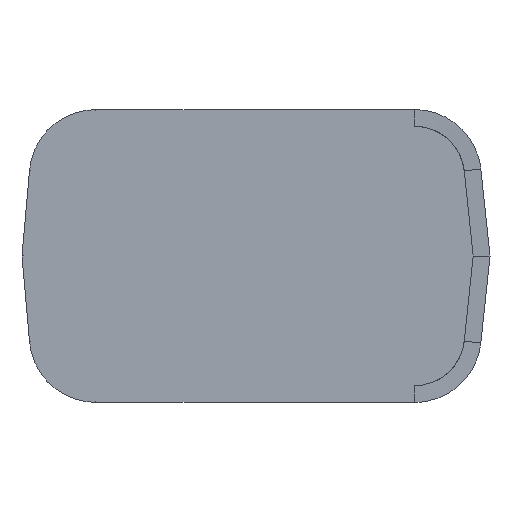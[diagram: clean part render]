
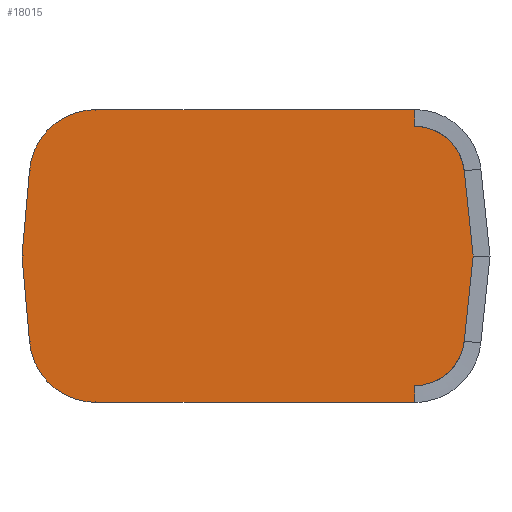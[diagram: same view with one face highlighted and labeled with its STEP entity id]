
A CAD part, left-side view. The second image highlights one B-rep face of the part: STEP entity #18015.
In plain terms, the highlighted planar face has unit normal (-1, 0, 0).
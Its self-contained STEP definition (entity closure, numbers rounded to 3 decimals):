
#4341=DIRECTION('',(0.,0.,-1.));
#4342=VECTOR('',#4341,7.78);
#4343=CARTESIAN_POINT('',(-69.,-52.963,67.78));
#4344=LINE('',#4343,#4342);
#4359=CARTESIAN_POINT('',(-69.,-52.963,-60.));
#4360=CARTESIAN_POINT('',(-69.,-54.69,-60.));
#4361=CARTESIAN_POINT('',(-69.,-57.809,-59.628));
#4362=CARTESIAN_POINT('',(-69.,-63.184,-57.925));
#4363=CARTESIAN_POINT('',(-69.,-68.648,-54.402));
#4364=CARTESIAN_POINT('',(-69.,-72.73,-49.345));
#4365=CARTESIAN_POINT('',(-69.,-74.99,-44.183));
#4366=CARTESIAN_POINT('',(-69.,-75.688,-41.122));
#4367=CARTESIAN_POINT('',(-69.,-75.869,-39.404));
#4369=DIRECTION('',(0.,0.,1.));
#4370=VECTOR('',#4369,7.78);
#4371=CARTESIAN_POINT('',(-69.,-52.963,-67.78));
#4372=LINE('',#4371,#4370);
#4373=DIRECTION('',(0.,1.,0.));
#4374=VECTOR('',#4373,147.638);
#4375=CARTESIAN_POINT('',(-69.,-52.963,-67.78));
#4376=LINE('',#4375,#4374);
#4377=CARTESIAN_POINT('',(-69.,94.675,-37.));
#4378=DIRECTION('',(1.,0.,0.));
#4379=DIRECTION('',(0.,0.,-1.));
#4380=AXIS2_PLACEMENT_3D('',#4377,#4378,#4379);
#4382=DIRECTION('',(0.,0.087,0.996));
#4383=VECTOR('',#4382,39.834);
#4384=CARTESIAN_POINT('',(-69.,125.338,-39.683));
#4385=LINE('',#4384,#4383);
#4386=DIRECTION('',(0.,-0.087,0.996));
#4387=VECTOR('',#4386,39.834);
#4388=CARTESIAN_POINT('',(-69.,128.81,0.));
#4389=LINE('',#4388,#4387);
#4390=CARTESIAN_POINT('',(-69.,94.675,37.));
#4391=DIRECTION('',(1.,0.,0.));
#4392=DIRECTION('',(0.,0.996,0.087));
#4393=AXIS2_PLACEMENT_3D('',#4390,#4391,#4392);
#4395=DIRECTION('',(0.,-1.,0.));
#4396=VECTOR('',#4395,147.638);
#4397=CARTESIAN_POINT('',(-69.,94.675,67.78));
#4398=LINE('',#4397,#4396);
#4399=CARTESIAN_POINT('',(-69.,-52.963,60.));
#4400=CARTESIAN_POINT('',(-69.,-54.69,60.));
#4401=CARTESIAN_POINT('',(-69.,-57.809,59.628));
#4402=CARTESIAN_POINT('',(-69.,-63.184,57.925));
#4403=CARTESIAN_POINT('',(-69.,-68.648,54.402));
#4404=CARTESIAN_POINT('',(-69.,-72.73,49.345));
#4405=CARTESIAN_POINT('',(-69.,-74.99,44.183));
#4406=CARTESIAN_POINT('',(-69.,-75.688,41.122));
#4407=CARTESIAN_POINT('',(-69.,-75.869,39.404));
#4409=DIRECTION('',(0.,0.105,0.995));
#4410=VECTOR('',#4409,39.622);
#4411=CARTESIAN_POINT('',(-69.,-80.016,0.));
#4412=LINE('',#4411,#4410);
#4413=DIRECTION('',(0.,0.105,-0.995));
#4414=VECTOR('',#4413,39.622);
#4415=CARTESIAN_POINT('',(-69.,-80.016,0.));
#4416=LINE('',#4415,#4414);
#4433=CARTESIAN_POINT('',(-69.,-52.963,-67.78));
#10808=CARTESIAN_POINT('',(-69.,125.338,-39.683));
#10809=CARTESIAN_POINT('',(-69.,128.81,0.));
#10810=VERTEX_POINT('',#10808);
#10811=VERTEX_POINT('',#10809);
#10812=CARTESIAN_POINT('',(-69.,125.338,39.683));
#10813=VERTEX_POINT('',#10812);
#10814=CARTESIAN_POINT('',(-69.,94.675,67.78));
#10815=VERTEX_POINT('',#10814);
#10816=CARTESIAN_POINT('',(-69.,-52.963,67.78));
#10817=VERTEX_POINT('',#10816);
#10828=VERTEX_POINT('',#4433);
#10829=CARTESIAN_POINT('',(-69.,94.675,-67.78));
#10830=VERTEX_POINT('',#10829);
#10835=CARTESIAN_POINT('',(-69.,-52.963,60.));
#10836=VERTEX_POINT('',#10835);
#10842=CARTESIAN_POINT('',(-69.,-52.963,-60.));
#10844=VERTEX_POINT('',#10842);
#10853=CARTESIAN_POINT('',(-69.,-80.016,0.));
#10854=CARTESIAN_POINT('',(-69.,-75.869,39.404));
#10855=VERTEX_POINT('',#10853);
#10856=VERTEX_POINT('',#10854);
#10859=CARTESIAN_POINT('',(-69.,-75.869,-39.404));
#10860=VERTEX_POINT('',#10859);
#17987=CARTESIAN_POINT('',(-69.,141.475,63.04));
#17988=DIRECTION('',(1.,0.,0.));
#17989=DIRECTION('',(0.,0.,-1.));
#17990=AXIS2_PLACEMENT_3D('',#17987,#17988,#17989);
#17991=PLANE('',#17990);
#17992=ORIENTED_EDGE('',*,*,#13824,.F.);
#17994=ORIENTED_EDGE('',*,*,#17993,.F.);
#17996=ORIENTED_EDGE('',*,*,#17995,.T.);
#17998=ORIENTED_EDGE('',*,*,#17997,.T.);
#18000=ORIENTED_EDGE('',*,*,#17999,.T.);
#18002=ORIENTED_EDGE('',*,*,#18001,.T.);
#18004=ORIENTED_EDGE('',*,*,#18003,.T.);
#18005=ORIENTED_EDGE('',*,*,#17793,.T.);
#18006=ORIENTED_EDGE('',*,*,#17978,.T.);
#18008=ORIENTED_EDGE('',*,*,#18007,.T.);
#18010=ORIENTED_EDGE('',*,*,#18009,.F.);
#18012=ORIENTED_EDGE('',*,*,#18011,.T.);
#18013=EDGE_LOOP('',(#17992,#17994,#17996,#17998,#18000,#18002,#18004,#18005,
#18006,#18008,#18010,#18012));
#18014=FACE_OUTER_BOUND('',#18013,.F.);
#18015=ADVANCED_FACE('',(#18014),#17991,.F.);
#4368=B_SPLINE_CURVE_WITH_KNOTS('',3,(#4359,#4360,#4361,#4362,#4363,#4364,#4365,
#4366,#4367),.UNSPECIFIED.,.F.,.F.,(4,1,1,1,1,1,4),(0.,0.125,0.25,0.5,
0.75,0.875,1.),.UNSPECIFIED.);
#4381=CIRCLE('',#4380,30.78);
#4394=CIRCLE('',#4393,30.78);
#4408=B_SPLINE_CURVE_WITH_KNOTS('',3,(#4399,#4400,#4401,#4402,#4403,#4404,#4405,
#4406,#4407),.UNSPECIFIED.,.F.,.F.,(4,1,1,1,1,1,4),(0.,0.125,0.25,0.5,
0.75,0.875,1.),.UNSPECIFIED.);
#13824=EDGE_CURVE('',#10844,#10860,#4368,.T.);
#17793=EDGE_CURVE('',#10815,#10817,#4398,.T.);
#17978=EDGE_CURVE('',#10817,#10836,#4344,.T.);
#17993=EDGE_CURVE('',#10828,#10844,#4372,.T.);
#17995=EDGE_CURVE('',#10828,#10830,#4376,.T.);
#17997=EDGE_CURVE('',#10830,#10810,#4381,.T.);
#17999=EDGE_CURVE('',#10810,#10811,#4385,.T.);
#18001=EDGE_CURVE('',#10811,#10813,#4389,.T.);
#18003=EDGE_CURVE('',#10813,#10815,#4394,.T.);
#18007=EDGE_CURVE('',#10836,#10856,#4408,.T.);
#18009=EDGE_CURVE('',#10855,#10856,#4412,.T.);
#18011=EDGE_CURVE('',#10855,#10860,#4416,.T.);
